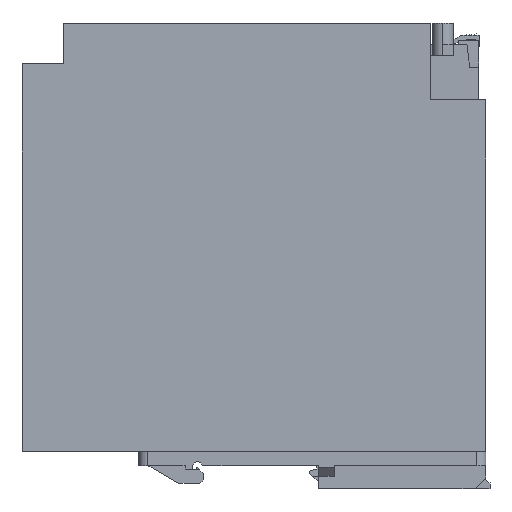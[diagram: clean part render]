
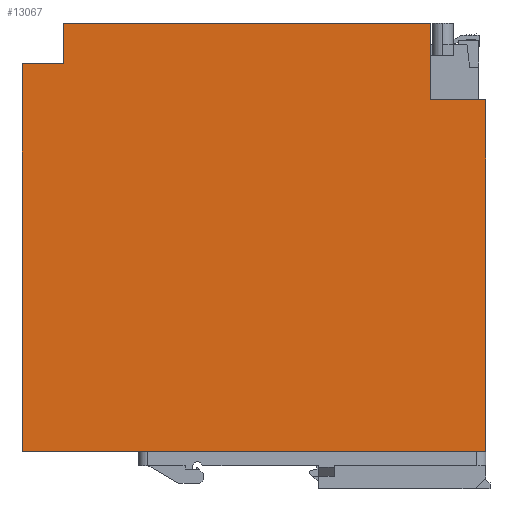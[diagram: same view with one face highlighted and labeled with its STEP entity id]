
A CAD part, left-side view. The second image highlights one B-rep face of the part: STEP entity #13067.
In plain terms, the highlighted planar face has unit normal (-1, 0, 0).
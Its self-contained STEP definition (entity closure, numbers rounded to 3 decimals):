
#13055=AXIS2_PLACEMENT_3D('Plane Axis2P3D',#13052,#13053,#13054) ;
#220=CARTESIAN_POINT('Vertex',(0.,119.6,119.1)) ;
#223=CARTESIAN_POINT('Line Origine',(0.,119.6,124.75)) ;
#227=CARTESIAN_POINT('Vertex',(0.,119.6,130.4)) ;
#313=CARTESIAN_POINT('Line Origine',(0.,68.15,130.4)) ;
#317=CARTESIAN_POINT('Vertex',(0.,16.7,130.4)) ;
#506=CARTESIAN_POINT('Vertex',(0.,131.2,119.1)) ;
#509=CARTESIAN_POINT('Line Origine',(0.,125.4,119.1)) ;
#601=CARTESIAN_POINT('Vertex',(0.,131.2,10.5)) ;
#606=CARTESIAN_POINT('Line Origine',(0.,131.2,64.8)) ;
#1733=CARTESIAN_POINT('Vertex',(0.,16.7,109.)) ;
#1736=CARTESIAN_POINT('Line Origine',(0.,8.95,109.)) ;
#1740=CARTESIAN_POINT('Vertex',(0.,1.2,109.)) ;
#1852=CARTESIAN_POINT('Line Origine',(0.,1.2,59.75)) ;
#1856=CARTESIAN_POINT('Vertex',(0.,1.2,10.5)) ;
#3433=CARTESIAN_POINT('Line Origine',(0.,66.2,10.5)) ;
#13027=CARTESIAN_POINT('Line Origine',(0.,16.7,119.7)) ;
#13052=CARTESIAN_POINT('Axis2P3D Location',(0.,66.,0.)) ;
#224=DIRECTION('Vector Direction',(0.,0.,1.)) ;
#314=DIRECTION('Vector Direction',(0.,-1.,0.)) ;
#510=DIRECTION('Vector Direction',(0.,-1.,0.)) ;
#607=DIRECTION('Vector Direction',(0.,0.,-1.)) ;
#1737=DIRECTION('Vector Direction',(0.,1.,0.)) ;
#1853=DIRECTION('Vector Direction',(0.,0.,1.)) ;
#3434=DIRECTION('Vector Direction',(0.,-1.,0.)) ;
#13028=DIRECTION('Vector Direction',(0.,0.,1.)) ;
#13053=DIRECTION('Axis2P3D Direction',(1.,0.,0.)) ;
#13054=DIRECTION('Axis2P3D XDirection',(0.,1.,0.)) ;
#225=VECTOR('Line Direction',#224,1.) ;
#315=VECTOR('Line Direction',#314,1.) ;
#511=VECTOR('Line Direction',#510,1.) ;
#608=VECTOR('Line Direction',#607,1.) ;
#1738=VECTOR('Line Direction',#1737,1.) ;
#1854=VECTOR('Line Direction',#1853,1.) ;
#3435=VECTOR('Line Direction',#3434,1.) ;
#13029=VECTOR('Line Direction',#13028,1.) ;
#13058=ORIENTED_EDGE('',*,*,#13031,.F.) ;
#13059=ORIENTED_EDGE('',*,*,#319,.T.) ;
#13060=ORIENTED_EDGE('',*,*,#229,.F.) ;
#13061=ORIENTED_EDGE('',*,*,#513,.F.) ;
#13062=ORIENTED_EDGE('',*,*,#610,.F.) ;
#13063=ORIENTED_EDGE('',*,*,#3437,.F.) ;
#13064=ORIENTED_EDGE('',*,*,#1858,.F.) ;
#13065=ORIENTED_EDGE('',*,*,#1742,.F.) ;
#13067=ADVANCED_FACE('STROMVERSORGUNG',(#13066),#13056,.F.) ;
#229=EDGE_CURVE('',#221,#228,#226,.T.) ;
#319=EDGE_CURVE('',#318,#228,#316,.F.) ;
#513=EDGE_CURVE('',#507,#221,#512,.T.) ;
#610=EDGE_CURVE('',#602,#507,#609,.F.) ;
#1742=EDGE_CURVE('',#1734,#1741,#1739,.F.) ;
#1858=EDGE_CURVE('',#1741,#1857,#1855,.F.) ;
#3437=EDGE_CURVE('',#1857,#602,#3436,.F.) ;
#13031=EDGE_CURVE('',#318,#1734,#13030,.F.) ;
#13057=EDGE_LOOP('',(#13058,#13059,#13060,#13061,#13062,#13063,#13064,#13065)) ;
#13066=FACE_OUTER_BOUND('',#13057,.T.) ;
#226=LINE('Line',#223,#225) ;
#316=LINE('Line',#313,#315) ;
#512=LINE('Line',#509,#511) ;
#609=LINE('Line',#606,#608) ;
#1739=LINE('Line',#1736,#1738) ;
#1855=LINE('Line',#1852,#1854) ;
#3436=LINE('Line',#3433,#3435) ;
#13030=LINE('Line',#13027,#13029) ;
#13056=PLANE('',#13055) ;
#221=VERTEX_POINT('',#220) ;
#228=VERTEX_POINT('',#227) ;
#318=VERTEX_POINT('',#317) ;
#507=VERTEX_POINT('',#506) ;
#602=VERTEX_POINT('',#601) ;
#1734=VERTEX_POINT('',#1733) ;
#1741=VERTEX_POINT('',#1740) ;
#1857=VERTEX_POINT('',#1856) ;
